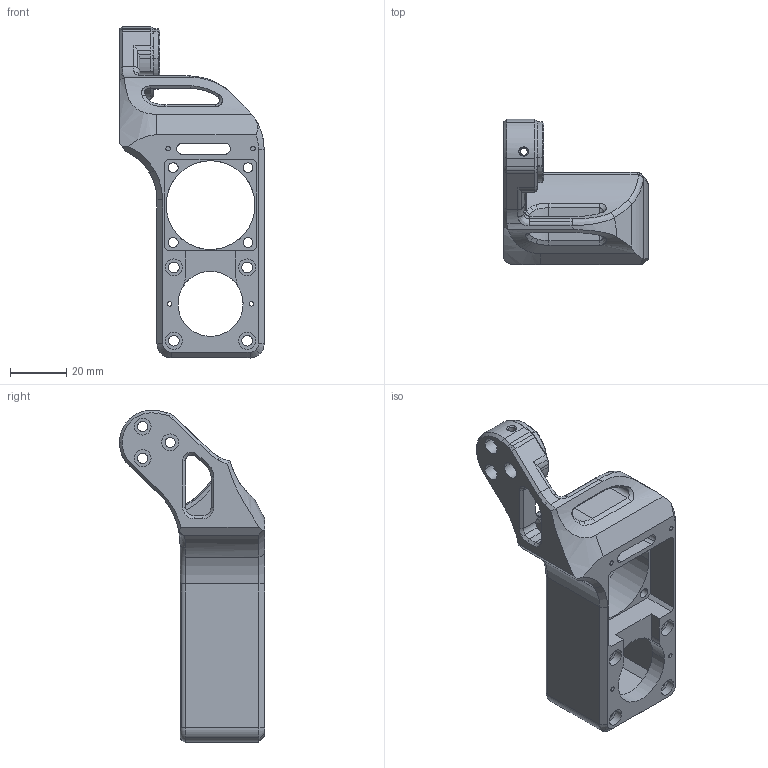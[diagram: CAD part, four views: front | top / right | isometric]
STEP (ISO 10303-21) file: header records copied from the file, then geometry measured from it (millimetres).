
FILE_DESCRIPTION (( 'STEP AP203' ), '1' );
FILE_NAME ('Joint4_Dummy v164 v1.STEP', '2023-12-04T12:43:58', ( '' ), ( '' ), 'SwSTEP 2.0', 'SolidWorks 2022', '' );
FILE_SCHEMA (( 'CONFIG_CONTROL_DESIGN' ));
Length unit declared in the file: millimetre
Products named in the file (1): Joint4_Dummy v164 v1
Bounding box: 51.15 x 51.5 x 117.7 mm (x, y, z)
Volume: 50707.2 mm3; surface area: 25052.4 mm2
Topology: 1 solids, 1 shells, 308 faces, 816 edges, 516 vertices
Faces by surface type: cylinder 124, plane 95, cone 41, bspline 37, torus 11
Entity records: 12095 total; most frequent: CARTESIAN_POINT 4503, ORIENTED_EDGE 1630, DIRECTION 1497, EDGE_CURVE 815, AXIS2_PLACEMENT_3D 565, VERTEX_POINT 516, LINE 367, VECTOR 367
